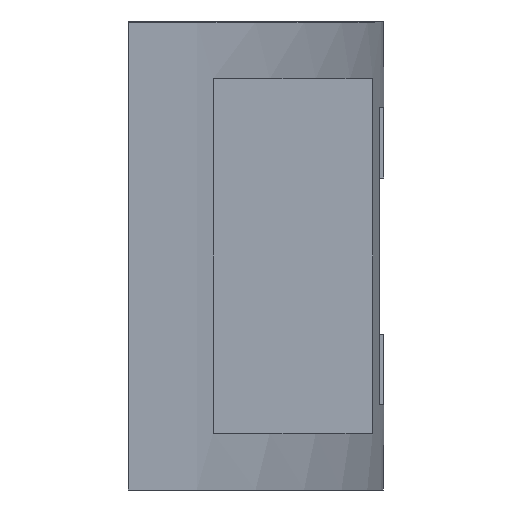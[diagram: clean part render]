
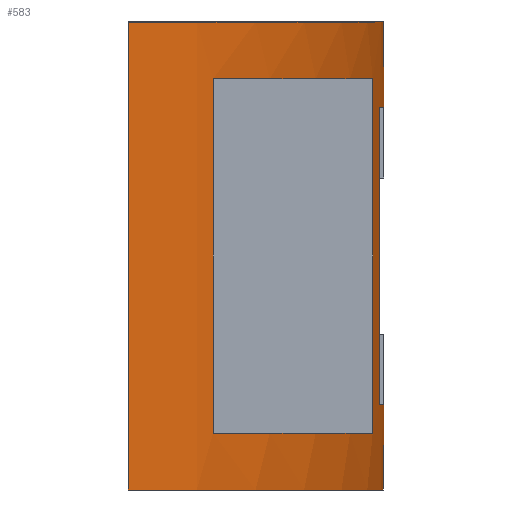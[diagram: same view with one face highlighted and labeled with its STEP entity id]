
A CAD part, front view. The second image highlights one B-rep face of the part: STEP entity #583.
In plain terms, the highlighted cylindrical face has radius 34.381 mm (diameter 68.762 mm), a partial arc.
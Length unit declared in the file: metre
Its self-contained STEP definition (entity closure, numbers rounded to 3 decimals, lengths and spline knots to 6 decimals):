
#50=CIRCLE('',#628,0.034381);
#51=CIRCLE('',#629,0.034381);
#52=CIRCLE('',#630,0.034381);
#53=CIRCLE('',#631,0.034381);
#54=CIRCLE('',#632,0.034381);
#55=CIRCLE('',#633,0.034381);
#56=CIRCLE('',#634,0.034381);
#57=CIRCLE('',#635,0.034381);
#58=ORIENTED_EDGE('',*,*,#226,.T.);
#59=ORIENTED_EDGE('',*,*,#227,.T.);
#60=ORIENTED_EDGE('',*,*,#228,.F.);
#61=ORIENTED_EDGE('',*,*,#229,.F.);
#62=ORIENTED_EDGE('',*,*,#230,.F.);
#63=ORIENTED_EDGE('',*,*,#231,.F.);
#64=ORIENTED_EDGE('',*,*,#232,.F.);
#65=ORIENTED_EDGE('',*,*,#233,.F.);
#66=ORIENTED_EDGE('',*,*,#234,.F.);
#67=ORIENTED_EDGE('',*,*,#235,.F.);
#68=ORIENTED_EDGE('',*,*,#236,.F.);
#69=ORIENTED_EDGE('',*,*,#237,.F.);
#70=ORIENTED_EDGE('',*,*,#238,.F.);
#71=ORIENTED_EDGE('',*,*,#239,.F.);
#72=ORIENTED_EDGE('',*,*,#240,.F.);
#73=ORIENTED_EDGE('',*,*,#241,.T.);
#226=EDGE_CURVE('',#310,#311,#366,.T.);
#227=EDGE_CURVE('',#311,#312,#50,.T.);
#228=EDGE_CURVE('',#313,#312,#367,.T.);
#229=EDGE_CURVE('',#314,#313,#51,.F.);
#230=EDGE_CURVE('',#315,#314,#368,.F.);
#231=EDGE_CURVE('',#316,#315,#52,.F.);
#232=EDGE_CURVE('',#317,#316,#369,.T.);
#233=EDGE_CURVE('',#318,#317,#53,.F.);
#234=EDGE_CURVE('',#319,#318,#370,.F.);
#235=EDGE_CURVE('',#320,#319,#54,.F.);
#236=EDGE_CURVE('',#321,#320,#371,.T.);
#237=EDGE_CURVE('',#310,#321,#55,.F.);
#238=EDGE_CURVE('',#322,#323,#56,.T.);
#239=EDGE_CURVE('',#324,#322,#372,.F.);
#240=EDGE_CURVE('',#325,#324,#57,.T.);
#241=EDGE_CURVE('',#325,#323,#373,.F.);
#310=VERTEX_POINT('',#825);
#311=VERTEX_POINT('',#826);
#312=VERTEX_POINT('',#828);
#313=VERTEX_POINT('',#830);
#314=VERTEX_POINT('',#832);
#315=VERTEX_POINT('',#834);
#316=VERTEX_POINT('',#836);
#317=VERTEX_POINT('',#838);
#318=VERTEX_POINT('',#840);
#319=VERTEX_POINT('',#842);
#320=VERTEX_POINT('',#844);
#321=VERTEX_POINT('',#846);
#322=VERTEX_POINT('',#849);
#323=VERTEX_POINT('',#850);
#324=VERTEX_POINT('',#852);
#325=VERTEX_POINT('',#854);
#366=LINE('',#824,#442);
#367=LINE('',#829,#443);
#368=LINE('',#833,#444);
#369=LINE('',#837,#445);
#370=LINE('',#841,#446);
#371=LINE('',#845,#447);
#372=LINE('',#851,#448);
#373=LINE('',#855,#449);
#442=VECTOR('',#670,1.);
#443=VECTOR('',#673,1.);
#444=VECTOR('',#676,1.);
#445=VECTOR('',#679,1.);
#446=VECTOR('',#682,1.);
#447=VECTOR('',#685,1.);
#448=VECTOR('',#690,1.);
#449=VECTOR('',#693,1.);
#518=EDGE_LOOP('',(#58,#59,#60,#61,#62,#63,#64,#65,#66,#67,#68,#69));
#519=EDGE_LOOP('',(#70,#71,#72,#73));
#550=FACE_BOUND('',#518,.T.);
#551=FACE_BOUND('',#519,.T.);
#582=CYLINDRICAL_SURFACE('',#627,0.034381);
#583=ADVANCED_FACE('',(#550,#551),#582,.T.);
#627=AXIS2_PLACEMENT_3D('',#823,#668,#669);
#628=AXIS2_PLACEMENT_3D('',#827,#671,#672);
#629=AXIS2_PLACEMENT_3D('',#831,#674,#675);
#630=AXIS2_PLACEMENT_3D('',#835,#677,#678);
#631=AXIS2_PLACEMENT_3D('',#839,#680,#681);
#632=AXIS2_PLACEMENT_3D('',#843,#683,#684);
#633=AXIS2_PLACEMENT_3D('',#847,#686,#687);
#634=AXIS2_PLACEMENT_3D('',#848,#688,#689);
#635=AXIS2_PLACEMENT_3D('',#853,#691,#692);
#668=DIRECTION('',(0.,0.,-1.));
#669=DIRECTION('',(0.,1.,0.));
#670=DIRECTION('',(0.,0.,-1.));
#671=DIRECTION('',(0.,0.,1.));
#672=DIRECTION('',(0.,1.,0.));
#673=DIRECTION('',(0.,0.,-1.));
#674=DIRECTION('',(0.,0.,-1.));
#675=DIRECTION('',(0.,1.,0.));
#676=DIRECTION('',(0.,0.,-1.));
#677=DIRECTION('',(0.,0.,-1.));
#678=DIRECTION('',(0.,1.,0.));
#679=DIRECTION('',(0.,0.,-1.));
#680=DIRECTION('',(0.,0.,1.));
#681=DIRECTION('',(0.,-1.,0.));
#682=DIRECTION('',(0.,0.,-1.));
#683=DIRECTION('',(0.,0.,1.));
#684=DIRECTION('',(0.,-1.,0.));
#685=DIRECTION('',(0.,0.,-1.));
#686=DIRECTION('',(0.,0.,-1.));
#687=DIRECTION('',(0.,1.,0.));
#688=DIRECTION('',(0.,0.,-1.));
#689=DIRECTION('',(0.,1.,0.));
#690=DIRECTION('',(0.,0.,-1.));
#691=DIRECTION('',(0.,0.,1.));
#692=DIRECTION('',(0.,-1.,0.));
#693=DIRECTION('',(0.,0.,-1.));
#823=CARTESIAN_POINT('',(-0.025357,-0.001608,0.013178));
#824=CARTESIAN_POINT('',(0.,-0.024826,0.009678));
#825=CARTESIAN_POINT('',(0.,-0.024826,0.009678));
#826=CARTESIAN_POINT('',(0.,-0.024826,-0.006822));
#827=CARTESIAN_POINT('',(-0.025357,-0.001608,-0.006822));
#828=CARTESIAN_POINT('',(0.009,-0.000326,-0.006822));
#829=CARTESIAN_POINT('',(0.009,-0.000326,0.013178));
#830=CARTESIAN_POINT('',(0.009,-0.000326,-0.001322));
#831=CARTESIAN_POINT('',(-0.025357,-0.001608,-0.001322));
#832=CARTESIAN_POINT('',(0.009016,-0.002326,-0.001322));
#833=CARTESIAN_POINT('',(0.009016,-0.002326,0.013178));
#834=CARTESIAN_POINT('',(0.009016,-0.002326,-0.003822));
#835=CARTESIAN_POINT('',(-0.025357,-0.001608,-0.003822));
#836=CARTESIAN_POINT('',(0.008873,-0.004826,-0.003822));
#837=CARTESIAN_POINT('',(0.008873,-0.004826,0.013178));
#838=CARTESIAN_POINT('',(0.008873,-0.004826,0.006678));
#839=CARTESIAN_POINT('',(-0.025357,-0.001608,0.006678));
#840=CARTESIAN_POINT('',(0.009016,-0.002326,0.006678));
#841=CARTESIAN_POINT('',(0.009016,-0.002326,0.013178));
#842=CARTESIAN_POINT('',(0.009016,-0.002326,0.004178));
#843=CARTESIAN_POINT('',(-0.025357,-0.001608,0.004178));
#844=CARTESIAN_POINT('',(0.009,-0.000326,0.004178));
#845=CARTESIAN_POINT('',(0.009,-0.000326,0.013178));
#846=CARTESIAN_POINT('',(0.009,-0.000326,0.009678));
#847=CARTESIAN_POINT('',(-0.025357,-0.001608,0.009678));
#848=CARTESIAN_POINT('',(-0.025357,-0.001608,0.007678));
#849=CARTESIAN_POINT('',(0.008626,-0.006826,0.007678));
#850=CARTESIAN_POINT('',(0.003,-0.021048,0.007678));
#851=CARTESIAN_POINT('',(0.008626,-0.006826,0.013178));
#852=CARTESIAN_POINT('',(0.008626,-0.006826,-0.004822));
#853=CARTESIAN_POINT('',(-0.025357,-0.001608,-0.004822));
#854=CARTESIAN_POINT('',(0.003,-0.021048,-0.004822));
#855=CARTESIAN_POINT('',(0.003,-0.021048,0.013178));
